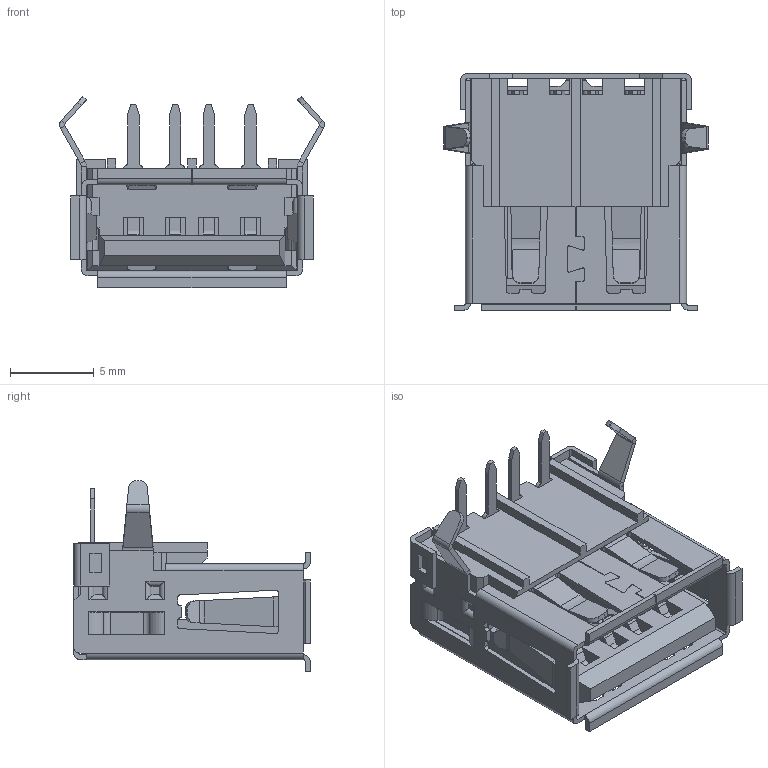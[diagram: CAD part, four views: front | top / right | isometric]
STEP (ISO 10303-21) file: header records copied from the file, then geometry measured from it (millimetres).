
FILE_DESCRIPTION(('STEP AP214'),'1');
FILE_NAME('43750.stp','2014-10-28T17:17:12',('TraceParts'),('TraceParts S.A.'),'XStep 1.0',' ',' ');
FILE_SCHEMA(('automotive_design'));
Length unit declared in the file: millimetre
Products named in the file (6): Assem1|NAUO1;Shielding; Assem1|NAUO2;Insulator; Assem1|NAUO3;Contact Plating; Assem1|NAUO4;Contact Plating; Assem1|NAUO5;Contact Plating; Assem1|NAUO6;Contact Plating
Bounding box: 15.8 x 14.1 x 11.4 mm (x, y, z)
Volume: 600.1 mm3; surface area: 2141.7 mm2
Topology: 6 solids, 6 shells, 787 faces, 2137 edges, 1354 vertices
Faces by surface type: plane 479, cylinder 260, bspline 48
Entity records: 49241 total; most frequent: CARTESIAN_POINT 5646, STYLED_ITEM 4278, PRESENTATION_STYLE_ASSIGNMENT 4278, COLOUR_RGB 4278, ORIENTED_EDGE 4274, DIRECTION 3907, EDGE_CURVE 2137, CURVE_STYLE 2137
